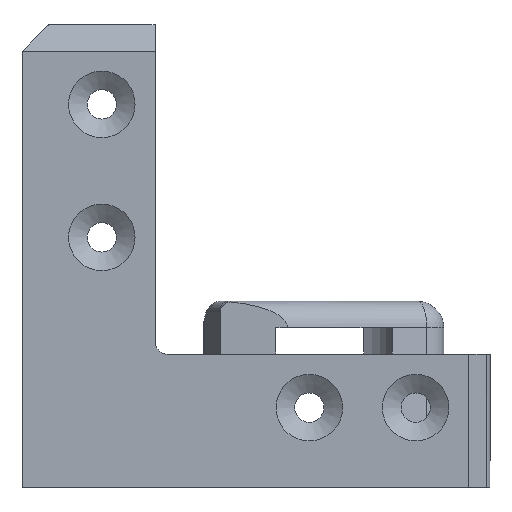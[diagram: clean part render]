
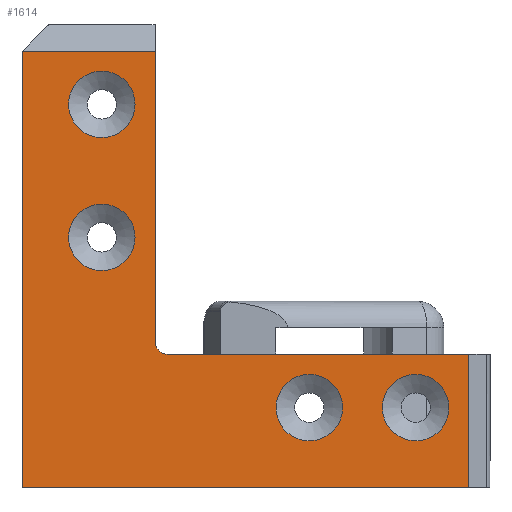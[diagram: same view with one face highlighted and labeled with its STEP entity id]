
A CAD part, left-side view. The second image highlights one B-rep face of the part: STEP entity #1614.
In plain terms, the highlighted planar face has unit normal (-1, 0, 0).
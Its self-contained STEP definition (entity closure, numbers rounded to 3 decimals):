
#56=FACE_BOUND('',#355,.T.);
#57=FACE_BOUND('',#356,.T.);
#58=FACE_BOUND('',#357,.T.);
#59=FACE_BOUND('',#358,.T.);
#134=CIRCLE('',#1776,6.25);
#135=CIRCLE('',#1778,2.5);
#136=CIRCLE('',#1779,6.25);
#137=CIRCLE('',#1780,6.25);
#138=CIRCLE('',#1781,6.25);
#243=FACE_OUTER_BOUND('',#354,.T.);
#354=EDGE_LOOP('',(#1423,#1424,#1425,#1426,#1427,#1428,#1429));
#355=EDGE_LOOP('',(#1430));
#356=EDGE_LOOP('',(#1431));
#357=EDGE_LOOP('',(#1432));
#358=EDGE_LOOP('',(#1433));
#435=LINE('',#2565,#578);
#452=LINE('',#2623,#595);
#469=LINE('',#2663,#612);
#495=LINE('',#2744,#638);
#505=LINE('',#2780,#648);
#506=LINE('',#2782,#649);
#578=VECTOR('',#1984,10.);
#595=VECTOR('',#2053,10.);
#612=VECTOR('',#2086,10.);
#638=VECTOR('',#2178,10.);
#648=VECTOR('',#2224,10.);
#649=VECTOR('',#2227,10.);
#744=VERTEX_POINT('',#2562);
#745=VERTEX_POINT('',#2564);
#759=VERTEX_POINT('',#2620);
#760=VERTEX_POINT('',#2622);
#774=VERTEX_POINT('',#2660);
#775=VERTEX_POINT('',#2662);
#797=VERTEX_POINT('',#2743);
#805=VERTEX_POINT('',#2776);
#806=VERTEX_POINT('',#2783);
#807=VERTEX_POINT('',#2785);
#808=VERTEX_POINT('',#2787);
#914=EDGE_CURVE('',#745,#744,#435,.T.);
#942=EDGE_CURVE('',#760,#759,#452,.T.);
#962=EDGE_CURVE('',#775,#774,#469,.T.);
#1003=EDGE_CURVE('',#745,#797,#495,.T.);
#1021=EDGE_CURVE('',#805,#805,#134,.T.);
#1022=EDGE_CURVE('',#744,#760,#505,.T.);
#1023=EDGE_CURVE('',#759,#775,#135,.T.);
#1024=EDGE_CURVE('',#774,#797,#506,.T.);
#1025=EDGE_CURVE('',#806,#806,#136,.T.);
#1026=EDGE_CURVE('',#807,#807,#137,.T.);
#1027=EDGE_CURVE('',#808,#808,#138,.T.);
#1423=ORIENTED_EDGE('',*,*,#1003,.F.);
#1424=ORIENTED_EDGE('',*,*,#914,.T.);
#1425=ORIENTED_EDGE('',*,*,#1022,.T.);
#1426=ORIENTED_EDGE('',*,*,#942,.T.);
#1427=ORIENTED_EDGE('',*,*,#1023,.T.);
#1428=ORIENTED_EDGE('',*,*,#962,.T.);
#1429=ORIENTED_EDGE('',*,*,#1024,.T.);
#1430=ORIENTED_EDGE('',*,*,#1025,.T.);
#1431=ORIENTED_EDGE('',*,*,#1026,.T.);
#1432=ORIENTED_EDGE('',*,*,#1027,.T.);
#1433=ORIENTED_EDGE('',*,*,#1021,.T.);
#1537=PLANE('',#1777);
#1614=ADVANCED_FACE('',(#243,#56,#57,#58,#59),#1537,.T.);
#1776=AXIS2_PLACEMENT_3D('',#2778,#2220,#2221);
#1777=AXIS2_PLACEMENT_3D('',#2779,#2222,#2223);
#1778=AXIS2_PLACEMENT_3D('',#2781,#2225,#2226);
#1779=AXIS2_PLACEMENT_3D('',#2784,#2228,#2229);
#1780=AXIS2_PLACEMENT_3D('',#2786,#2230,#2231);
#1781=AXIS2_PLACEMENT_3D('',#2788,#2232,#2233);
#1984=DIRECTION('',(0.,1.,0.));
#2053=DIRECTION('',(0.,-1.,0.));
#2086=DIRECTION('',(0.,0.,-1.));
#2178=DIRECTION('',(0.,0.,-1.));
#2220=DIRECTION('center_axis',(1.,0.,0.));
#2221=DIRECTION('ref_axis',(0.,1.,0.));
#2222=DIRECTION('center_axis',(-1.,0.,0.));
#2223=DIRECTION('ref_axis',(0.,0.,1.));
#2224=DIRECTION('',(0.,0.,-1.));
#2225=DIRECTION('center_axis',(1.,0.,0.));
#2226=DIRECTION('ref_axis',(0.,-0.707,0.707));
#2227=DIRECTION('',(0.,-1.,0.));
#2228=DIRECTION('center_axis',(1.,0.,0.));
#2229=DIRECTION('ref_axis',(0.,1.,0.));
#2230=DIRECTION('center_axis',(1.,0.,0.));
#2231=DIRECTION('ref_axis',(0.,1.,0.));
#2232=DIRECTION('center_axis',(1.,0.,0.));
#2233=DIRECTION('ref_axis',(0.,1.,0.));
#2562=CARTESIAN_POINT('',(3.,87.,5.));
#2564=CARTESIAN_POINT('',(3.,3.,5.));
#2565=CARTESIAN_POINT('',(3.,43.563,5.));
#2620=CARTESIAN_POINT('',(3.,30.5,-20.));
#2622=CARTESIAN_POINT('',(3.,87.,-20.));
#2623=CARTESIAN_POINT('',(3.,24.563,-20.));
#2660=CARTESIAN_POINT('',(3.,28.,-77.));
#2662=CARTESIAN_POINT('',(3.,28.,-22.5));
#2663=CARTESIAN_POINT('',(3.,28.,-28.056));
#2743=CARTESIAN_POINT('',(3.,3.,-77.));
#2744=CARTESIAN_POINT('',(3.,3.,-37.306));
#2776=CARTESIAN_POINT('',(3.,11.75,-67.));
#2778=CARTESIAN_POINT('Origin',(3.,18.,-67.));
#2779=CARTESIAN_POINT('Origin',(3.,41.127,-36.112));
#2780=CARTESIAN_POINT('',(3.,87.,-18.056));
#2781=CARTESIAN_POINT('Origin',(3.,30.5,-22.5));
#2782=CARTESIAN_POINT('',(3.,45.063,-77.));
#2783=CARTESIAN_POINT('',(3.,11.75,-42.));
#2784=CARTESIAN_POINT('Origin',(3.,18.,-42.));
#2785=CARTESIAN_POINT('',(3.,50.75,-10.));
#2786=CARTESIAN_POINT('Origin',(3.,57.,-10.));
#2787=CARTESIAN_POINT('',(3.,70.75,-10.));
#2788=CARTESIAN_POINT('Origin',(3.,77.,-10.));
